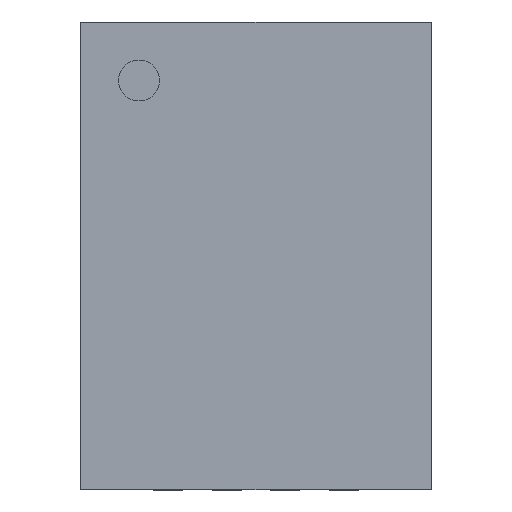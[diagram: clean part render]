
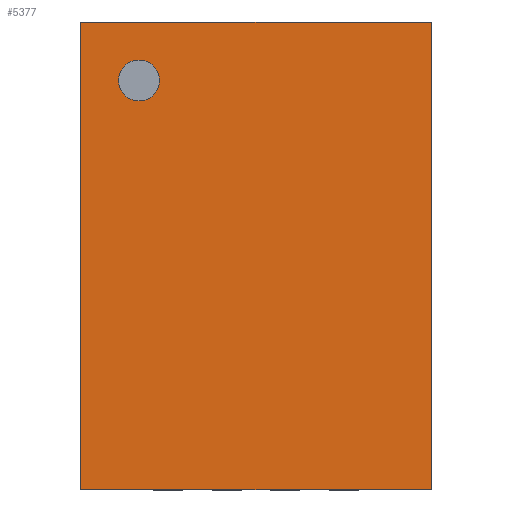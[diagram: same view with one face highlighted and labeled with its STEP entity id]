
A CAD part, top view. The second image highlights one B-rep face of the part: STEP entity #5377.
In plain terms, the highlighted planar face has unit normal (0, 0, 1).
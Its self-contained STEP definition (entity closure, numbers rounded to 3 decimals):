
#609 = VERTEX_POINT ( 'NONE', #7870 ) ;
#852 = LINE ( 'NONE', #8242, #6305 ) ;
#1215 = DIRECTION ( 'NONE',  ( -1., 0., 0. ) ) ;
#1248 = FACE_BOUND ( 'NONE', #1321, .T. ) ;
#1271 = VECTOR ( 'NONE', #7831, 1000. ) ;
#1321 = EDGE_LOOP ( 'NONE', ( #3296, #8902 ) ) ;
#1470 = EDGE_CURVE ( 'NONE', #609, #8351, #2794, .T. ) ;
#1627 = EDGE_CURVE ( 'NONE', #2925, #6111, #7265, .T. ) ;
#1628 = CARTESIAN_POINT ( 'NONE',  ( -1.5, 2., 0.875 ) ) ;
#1649 = CARTESIAN_POINT ( 'NONE',  ( -1., 1.5, 0.875 ) ) ;
#1758 = CARTESIAN_POINT ( 'NONE',  ( 0., 0., 0.875 ) ) ;
#2203 = LINE ( 'NONE', #7869, #1271 ) ;
#2414 = CARTESIAN_POINT ( 'NONE',  ( -1.5, -2., 0.875 ) ) ;
#2794 = CIRCLE ( 'NONE', #7743, 0.175 ) ;
#2925 = VERTEX_POINT ( 'NONE', #7351 ) ;
#3073 = ORIENTED_EDGE ( 'NONE', *, *, #6626, .T. ) ;
#3097 = ORIENTED_EDGE ( 'NONE', *, *, #7012, .T. ) ;
#3115 = CARTESIAN_POINT ( 'NONE',  ( 1.5, -2., 0.875 ) ) ;
#3296 = ORIENTED_EDGE ( 'NONE', *, *, #3495, .F. ) ;
#3303 = LINE ( 'NONE', #2414, #7835 ) ;
#3495 = EDGE_CURVE ( 'NONE', #8351, #609, #6586, .T. ) ;
#3669 = DIRECTION ( 'NONE',  ( 0., 0., 1. ) ) ;
#3780 = ORIENTED_EDGE ( 'NONE', *, *, #4133, .T. ) ;
#3841 = DIRECTION ( 'NONE',  ( 0., 1., 0. ) ) ;
#3993 = FACE_OUTER_BOUND ( 'NONE', #4845, .T. ) ;
#4081 = CARTESIAN_POINT ( 'NONE',  ( -0.825, 1.5, 0.875 ) ) ;
#4133 = EDGE_CURVE ( 'NONE', #6111, #5186, #852, .T. ) ;
#4189 = DIRECTION ( 'NONE',  ( 1., 0., 0. ) ) ;
#4486 = DIRECTION ( 'NONE',  ( 0., -1., 0. ) ) ;
#4543 = AXIS2_PLACEMENT_3D ( 'NONE', #1649, #3669, #6567 ) ;
#4586 = DIRECTION ( 'NONE',  ( -1., 0., 0. ) ) ;
#4690 = ORIENTED_EDGE ( 'NONE', *, *, #1627, .T. ) ;
#4845 = EDGE_LOOP ( 'NONE', ( #4690, #3780, #3073, #3097 ) ) ;
#5128 = CARTESIAN_POINT ( 'NONE',  ( -1.5, -2., 0.875 ) ) ;
#5186 = VERTEX_POINT ( 'NONE', #1628 ) ;
#5377 = ADVANCED_FACE ( 'NONE', ( #1248, #3993 ), #6766, .F. ) ;
#6111 = VERTEX_POINT ( 'NONE', #6829 ) ;
#6131 = VERTEX_POINT ( 'NONE', #5128 ) ;
#6182 = AXIS2_PLACEMENT_3D ( 'NONE', #1758, #8041, #4586 ) ;
#6305 = VECTOR ( 'NONE', #1215, 1000. ) ;
#6567 = DIRECTION ( 'NONE',  ( 1., 0., 0. ) ) ;
#6586 = CIRCLE ( 'NONE', #4543, 0.175 ) ;
#6626 = EDGE_CURVE ( 'NONE', #5186, #6131, #3303, .T. ) ;
#6766 = PLANE ( 'NONE',  #6182 ) ;
#6829 = CARTESIAN_POINT ( 'NONE',  ( 1.5, 2., 0.875 ) ) ;
#6955 = CARTESIAN_POINT ( 'NONE',  ( -1., 1.5, 0.875 ) ) ;
#7012 = EDGE_CURVE ( 'NONE', #6131, #2925, #2203, .T. ) ;
#7155 = VECTOR ( 'NONE', #3841, 1000. ) ;
#7265 = LINE ( 'NONE', #3115, #7155 ) ;
#7351 = CARTESIAN_POINT ( 'NONE',  ( 1.5, -2., 0.875 ) ) ;
#7743 = AXIS2_PLACEMENT_3D ( 'NONE', #6955, #8273, #4189 ) ;
#7831 = DIRECTION ( 'NONE',  ( 1., 0., 0. ) ) ;
#7835 = VECTOR ( 'NONE', #4486, 1000. ) ;
#7869 = CARTESIAN_POINT ( 'NONE',  ( -1.5, -2., 0.875 ) ) ;
#7870 = CARTESIAN_POINT ( 'NONE',  ( -1.175, 1.5, 0.875 ) ) ;
#8041 = DIRECTION ( 'NONE',  ( 0., 0., -1. ) ) ;
#8242 = CARTESIAN_POINT ( 'NONE',  ( -1.5, 2., 0.875 ) ) ;
#8273 = DIRECTION ( 'NONE',  ( 0., 0., 1. ) ) ;
#8351 = VERTEX_POINT ( 'NONE', #4081 ) ;
#8902 = ORIENTED_EDGE ( 'NONE', *, *, #1470, .F. ) ;
